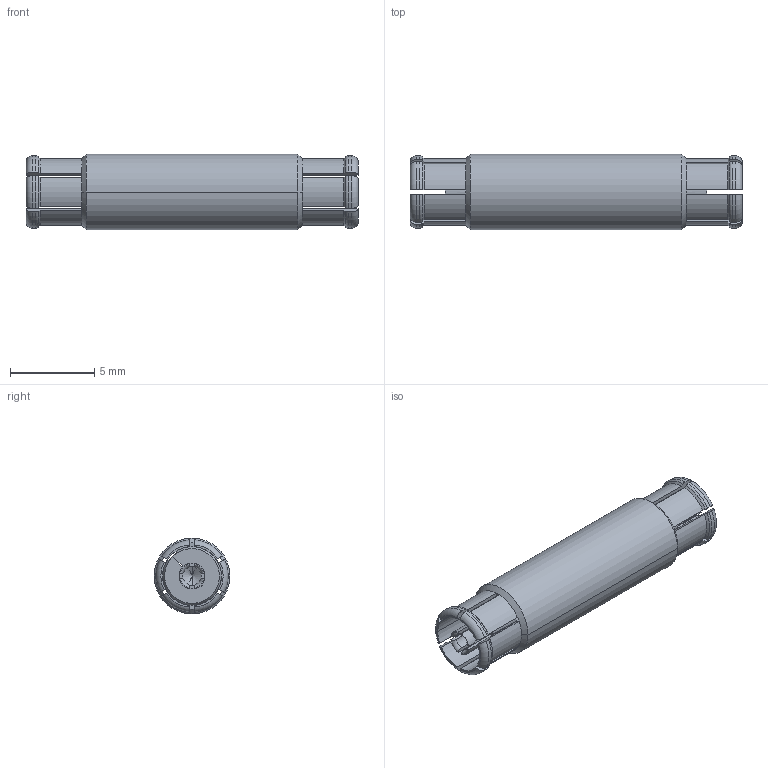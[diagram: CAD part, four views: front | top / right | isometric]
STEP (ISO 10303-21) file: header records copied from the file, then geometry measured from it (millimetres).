
FILE_DESCRIPTION((''),'2;1');
FILE_NAME('PSMP-FSBA-1970','2015-12-10T',('Rajagopal'),(''),'PRO/ENGINEER BY PARAMETRIC TECHNOLOGY CORPORATION, 2014440','PRO/ENGINEER BY PARAMETRIC TECHNOLOGY CORPORATION, 2014440','');
FILE_SCHEMA(('CONFIG_CONTROL_DESIGN'));
Length unit declared in the file: millimetre
Products named in the file (1): PSMP-FSBA-1970
Bounding box: 19.7 x 4.5 x 4.5 mm (x, y, z)
Surface area: 574.1 mm2 (no closed solid volume)
Topology: 0 solids, 5 shells, 166 faces, 504 edges, 330 vertices
Faces by surface type: plane 74, cylinder 38, torus 32, cone 22
Entity records: 6082 total; most frequent: CARTESIAN_POINT 1610, ORIENTED_EDGE 936, DIRECTION 924, EDGE_CURVE 500, AXIS2_PLACEMENT_3D 354, VERTEX_POINT 330, VECTOR 216, LINE 216
